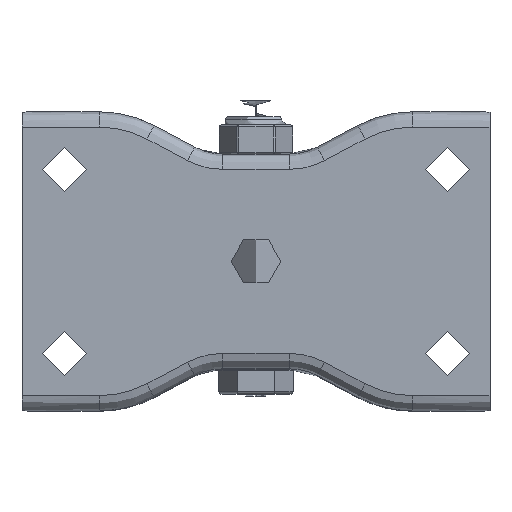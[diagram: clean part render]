
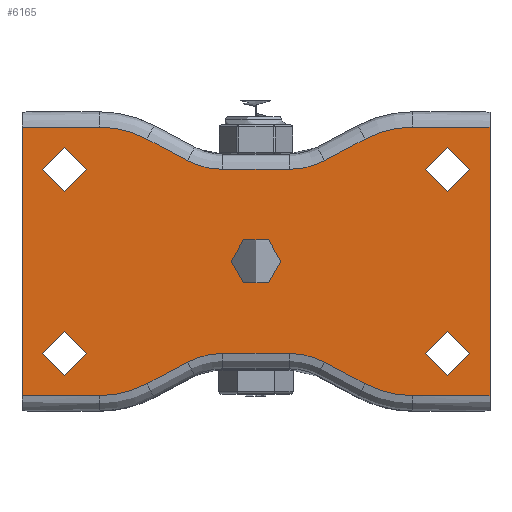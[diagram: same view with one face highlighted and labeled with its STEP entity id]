
A CAD part, top view. The second image highlights one B-rep face of the part: STEP entity #6165.
In plain terms, the highlighted planar face has unit normal (0, 0, 1).
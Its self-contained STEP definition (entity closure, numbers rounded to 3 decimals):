
#555=FACE_BOUND('',#1267,.T.);
#556=FACE_BOUND('',#1268,.T.);
#557=FACE_BOUND('',#1269,.T.);
#558=FACE_BOUND('',#1270,.T.);
#559=FACE_BOUND('',#1271,.T.);
#603=CIRCLE('',#6622,5.75);
#605=CIRCLE('',#6625,5.75);
#614=CIRCLE('',#6663,26.5);
#617=CIRCLE('',#6668,19.5);
#620=CIRCLE('',#6673,19.5);
#623=CIRCLE('',#6678,26.5);
#626=CIRCLE('',#6683,6.5);
#631=CIRCLE('',#6691,5.75);
#633=CIRCLE('',#6694,5.75);
#640=CIRCLE('',#6714,26.5);
#641=CIRCLE('',#6715,19.5);
#642=CIRCLE('',#6716,19.5);
#643=CIRCLE('',#6717,26.5);
#644=CIRCLE('',#6718,6.5);
#895=FACE_OUTER_BOUND('',#1266,.T.);
#1266=EDGE_LOOP('',(#4339,#4340,#4341,#4342,#4343,#4344,#4345,#4346,#4347,
#4348,#4349,#4350,#4351,#4352,#4353,#4354,#4355,#4356,#4357,#4358));
#1267=EDGE_LOOP('',(#4359,#4360));
#1268=EDGE_LOOP('',(#4361));
#1269=EDGE_LOOP('',(#4362));
#1270=EDGE_LOOP('',(#4363));
#1271=EDGE_LOOP('',(#4364));
#1678=LINE('',#9239,#2165);
#1679=LINE('',#9247,#2166);
#1680=LINE('',#9255,#2167);
#1681=LINE('',#9263,#2168);
#1682=LINE('',#9272,#2169);
#1694=LINE('',#9320,#2181);
#1710=LINE('',#9393,#2197);
#1711=LINE('',#9395,#2198);
#1712=LINE('',#9399,#2199);
#1713=LINE('',#9403,#2200);
#1714=LINE('',#9407,#2201);
#1715=LINE('',#9410,#2202);
#2165=VECTOR('',#7419,10.);
#2166=VECTOR('',#7430,10.);
#2167=VECTOR('',#7441,10.);
#2168=VECTOR('',#7452,10.);
#2169=VECTOR('',#7465,10.);
#2181=VECTOR('',#7511,1.);
#2197=VECTOR('',#7557,1.);
#2198=VECTOR('',#7558,10.);
#2199=VECTOR('',#7561,10.);
#2200=VECTOR('',#7564,10.);
#2201=VECTOR('',#7567,10.);
#2202=VECTOR('',#7570,10.);
#2622=VERTEX_POINT('',#9102);
#2624=VERTEX_POINT('',#9108);
#2654=VERTEX_POINT('',#9236);
#2655=VERTEX_POINT('',#9238);
#2656=VERTEX_POINT('',#9242);
#2657=VERTEX_POINT('',#9246);
#2658=VERTEX_POINT('',#9250);
#2659=VERTEX_POINT('',#9254);
#2660=VERTEX_POINT('',#9258);
#2661=VERTEX_POINT('',#9262);
#2662=VERTEX_POINT('',#9266);
#2663=VERTEX_POINT('',#9270);
#2665=VERTEX_POINT('',#9275);
#2666=VERTEX_POINT('',#9277);
#2677=VERTEX_POINT('',#9303);
#2679=VERTEX_POINT('',#9309);
#2682=VERTEX_POINT('',#9319);
#2700=VERTEX_POINT('',#9392);
#2701=VERTEX_POINT('',#9394);
#2702=VERTEX_POINT('',#9396);
#2703=VERTEX_POINT('',#9398);
#2704=VERTEX_POINT('',#9400);
#2705=VERTEX_POINT('',#9402);
#2706=VERTEX_POINT('',#9404);
#2707=VERTEX_POINT('',#9406);
#2708=VERTEX_POINT('',#9408);
#3204=EDGE_CURVE('',#2622,#2622,#603,.T.);
#3207=EDGE_CURVE('',#2624,#2624,#605,.T.);
#3258=EDGE_CURVE('',#2655,#2654,#1678,.T.);
#3260=EDGE_CURVE('',#2656,#2655,#614,.T.);
#3262=EDGE_CURVE('',#2657,#2656,#1679,.T.);
#3264=EDGE_CURVE('',#2658,#2657,#617,.T.);
#3266=EDGE_CURVE('',#2659,#2658,#1680,.T.);
#3268=EDGE_CURVE('',#2660,#2659,#620,.T.);
#3270=EDGE_CURVE('',#2661,#2660,#1681,.T.);
#3272=EDGE_CURVE('',#2662,#2661,#623,.T.);
#3275=EDGE_CURVE('',#2663,#2662,#1682,.T.);
#3277=EDGE_CURVE('',#2665,#2666,#626,.T.);
#3290=EDGE_CURVE('',#2677,#2677,#631,.T.);
#3293=EDGE_CURVE('',#2679,#2679,#633,.T.);
#3297=EDGE_CURVE('',#2682,#2663,#1694,.T.);
#3324=EDGE_CURVE('',#2654,#2700,#1710,.T.);
#3325=EDGE_CURVE('',#2701,#2700,#1711,.T.);
#3326=EDGE_CURVE('',#2702,#2701,#640,.T.);
#3327=EDGE_CURVE('',#2703,#2702,#1712,.T.);
#3328=EDGE_CURVE('',#2704,#2703,#641,.T.);
#3329=EDGE_CURVE('',#2705,#2704,#1713,.T.);
#3330=EDGE_CURVE('',#2706,#2705,#642,.T.);
#3331=EDGE_CURVE('',#2707,#2706,#1714,.T.);
#3332=EDGE_CURVE('',#2708,#2707,#643,.T.);
#3333=EDGE_CURVE('',#2682,#2708,#1715,.T.);
#3334=EDGE_CURVE('',#2665,#2666,#644,.T.);
#4339=ORIENTED_EDGE('',*,*,#3297,.T.);
#4340=ORIENTED_EDGE('',*,*,#3275,.T.);
#4341=ORIENTED_EDGE('',*,*,#3272,.T.);
#4342=ORIENTED_EDGE('',*,*,#3270,.T.);
#4343=ORIENTED_EDGE('',*,*,#3268,.T.);
#4344=ORIENTED_EDGE('',*,*,#3266,.T.);
#4345=ORIENTED_EDGE('',*,*,#3264,.T.);
#4346=ORIENTED_EDGE('',*,*,#3262,.T.);
#4347=ORIENTED_EDGE('',*,*,#3260,.T.);
#4348=ORIENTED_EDGE('',*,*,#3258,.T.);
#4349=ORIENTED_EDGE('',*,*,#3324,.T.);
#4350=ORIENTED_EDGE('',*,*,#3325,.F.);
#4351=ORIENTED_EDGE('',*,*,#3326,.F.);
#4352=ORIENTED_EDGE('',*,*,#3327,.F.);
#4353=ORIENTED_EDGE('',*,*,#3328,.F.);
#4354=ORIENTED_EDGE('',*,*,#3329,.F.);
#4355=ORIENTED_EDGE('',*,*,#3330,.F.);
#4356=ORIENTED_EDGE('',*,*,#3331,.F.);
#4357=ORIENTED_EDGE('',*,*,#3332,.F.);
#4358=ORIENTED_EDGE('',*,*,#3333,.F.);
#4359=ORIENTED_EDGE('',*,*,#3334,.T.);
#4360=ORIENTED_EDGE('',*,*,#3277,.F.);
#4361=ORIENTED_EDGE('',*,*,#3207,.F.);
#4362=ORIENTED_EDGE('',*,*,#3204,.F.);
#4363=ORIENTED_EDGE('',*,*,#3290,.T.);
#4364=ORIENTED_EDGE('',*,*,#3293,.T.);
#5974=PLANE('',#6713);
#6165=ADVANCED_FACE('',(#895,#555,#556,#557,#558,#559),#5974,.F.);
#6622=AXIS2_PLACEMENT_3D('',#9104,#7310,#7311);
#6625=AXIS2_PLACEMENT_3D('',#9110,#7317,#7318);
#6663=AXIS2_PLACEMENT_3D('',#9243,#7424,#7425);
#6668=AXIS2_PLACEMENT_3D('',#9251,#7435,#7436);
#6673=AXIS2_PLACEMENT_3D('',#9259,#7446,#7447);
#6678=AXIS2_PLACEMENT_3D('',#9267,#7457,#7458);
#6683=AXIS2_PLACEMENT_3D('',#9278,#7469,#7470);
#6691=AXIS2_PLACEMENT_3D('',#9305,#7493,#7494);
#6694=AXIS2_PLACEMENT_3D('',#9311,#7500,#7501);
#6713=AXIS2_PLACEMENT_3D('',#9391,#7555,#7556);
#6714=AXIS2_PLACEMENT_3D('',#9397,#7559,#7560);
#6715=AXIS2_PLACEMENT_3D('',#9401,#7562,#7563);
#6716=AXIS2_PLACEMENT_3D('',#9405,#7565,#7566);
#6717=AXIS2_PLACEMENT_3D('',#9409,#7568,#7569);
#6718=AXIS2_PLACEMENT_3D('',#9411,#7571,#7572);
#7310=DIRECTION('center_axis',(0.,0.,1.));
#7311=DIRECTION('ref_axis',(1.,0.,0.));
#7317=DIRECTION('center_axis',(0.,0.,1.));
#7318=DIRECTION('ref_axis',(1.,0.,0.));
#7419=DIRECTION('',(-1.,0.,0.));
#7424=DIRECTION('center_axis',(0.,0.,1.));
#7425=DIRECTION('ref_axis',(0.242,0.97,0.));
#7430=DIRECTION('',(-0.883,0.469,0.));
#7435=DIRECTION('center_axis',(0.,0.,-1.));
#7436=DIRECTION('ref_axis',(-0.242,-0.97,0.));
#7441=DIRECTION('',(-1.,0.,0.));
#7446=DIRECTION('center_axis',(0.,0.,-1.));
#7447=DIRECTION('ref_axis',(0.242,-0.97,0.));
#7452=DIRECTION('',(-0.883,-0.469,0.));
#7457=DIRECTION('center_axis',(0.,0.,1.));
#7458=DIRECTION('ref_axis',(-0.242,0.97,0.));
#7465=DIRECTION('',(-1.,0.,0.));
#7469=DIRECTION('center_axis',(0.,0.,1.));
#7470=DIRECTION('ref_axis',(-1.,0.,0.));
#7493=DIRECTION('center_axis',(0.,0.,-1.));
#7494=DIRECTION('ref_axis',(1.,0.,0.));
#7500=DIRECTION('center_axis',(0.,0.,-1.));
#7501=DIRECTION('ref_axis',(1.,0.,0.));
#7511=DIRECTION('',(0.,1.,0.));
#7555=DIRECTION('center_axis',(0.,0.,-1.));
#7556=DIRECTION('ref_axis',(0.,-1.,0.));
#7557=DIRECTION('',(0.,-1.,0.));
#7558=DIRECTION('',(-1.,0.,0.));
#7559=DIRECTION('center_axis',(0.,0.,-1.));
#7560=DIRECTION('ref_axis',(0.242,-0.97,0.));
#7561=DIRECTION('',(-0.883,-0.469,0.));
#7562=DIRECTION('center_axis',(0.,0.,1.));
#7563=DIRECTION('ref_axis',(-0.242,0.97,0.));
#7564=DIRECTION('',(-1.,0.,0.));
#7565=DIRECTION('center_axis',(0.,0.,1.));
#7566=DIRECTION('ref_axis',(0.242,0.97,0.));
#7567=DIRECTION('',(-0.883,0.469,0.));
#7568=DIRECTION('center_axis',(0.,0.,-1.));
#7569=DIRECTION('ref_axis',(-0.242,-0.97,0.));
#7570=DIRECTION('',(-1.,0.,0.));
#7571=DIRECTION('center_axis',(0.,0.,-1.));
#7572=DIRECTION('ref_axis',(-1.,0.,0.));
#9102=CARTESIAN_POINT('',(536.794,-26.195,0.));
#9104=CARTESIAN_POINT('Origin',(531.044,-26.195,0.));
#9108=CARTESIAN_POINT('',(436.794,-26.195,0.));
#9110=CARTESIAN_POINT('Origin',(431.044,-26.195,0.));
#9236=CARTESIAN_POINT('',(420.044,-15.195,0.));
#9238=CARTESIAN_POINT('',(440.167,-15.195,0.));
#9239=CARTESIAN_POINT('',(440.167,-15.195,0.));
#9242=CARTESIAN_POINT('',(452.608,-18.297,0.));
#9243=CARTESIAN_POINT('Origin',(440.167,-41.695,0.));
#9246=CARTESIAN_POINT('',(463.169,-23.913,0.));
#9247=CARTESIAN_POINT('',(456.243,-20.23,0.));
#9250=CARTESIAN_POINT('',(472.324,-26.195,0.));
#9251=CARTESIAN_POINT('Origin',(472.324,-6.695,0.));
#9254=CARTESIAN_POINT('',(489.763,-26.195,0.));
#9255=CARTESIAN_POINT('',(460.605,-26.195,0.));
#9258=CARTESIAN_POINT('',(498.918,-23.913,0.));
#9259=CARTESIAN_POINT('Origin',(489.763,-6.695,0.));
#9262=CARTESIAN_POINT('',(509.479,-18.297,0.));
#9263=CARTESIAN_POINT('',(477.612,-35.241,0.));
#9266=CARTESIAN_POINT('',(521.92,-15.195,0.));
#9267=CARTESIAN_POINT('Origin',(521.92,-41.695,0.));
#9270=CARTESIAN_POINT('',(542.044,-15.195,0.));
#9272=CARTESIAN_POINT('',(440.167,-15.195,0.));
#9275=CARTESIAN_POINT('',(487.544,-50.195,0.));
#9277=CARTESIAN_POINT('',(474.544,-50.195,0.));
#9278=CARTESIAN_POINT('Origin',(481.044,-50.195,0.));
#9303=CARTESIAN_POINT('',(536.794,-74.195,0.));
#9305=CARTESIAN_POINT('Origin',(531.044,-74.195,0.));
#9309=CARTESIAN_POINT('',(436.794,-74.195,0.));
#9311=CARTESIAN_POINT('Origin',(431.044,-74.195,0.));
#9319=CARTESIAN_POINT('',(542.044,-85.195,0.));
#9320=CARTESIAN_POINT('',(542.044,-85.695,0.));
#9391=CARTESIAN_POINT('Origin',(440.167,-58.695,0.));
#9392=CARTESIAN_POINT('',(420.044,-85.195,0.));
#9393=CARTESIAN_POINT('',(420.044,-50.195,0.));
#9394=CARTESIAN_POINT('',(440.167,-85.195,0.));
#9395=CARTESIAN_POINT('',(440.167,-85.195,0.));
#9396=CARTESIAN_POINT('',(452.608,-82.093,0.));
#9397=CARTESIAN_POINT('Origin',(440.167,-58.695,0.));
#9398=CARTESIAN_POINT('',(463.169,-76.478,0.));
#9399=CARTESIAN_POINT('',(456.243,-80.16,0.));
#9400=CARTESIAN_POINT('',(472.324,-74.195,0.));
#9401=CARTESIAN_POINT('Origin',(472.324,-93.695,0.));
#9402=CARTESIAN_POINT('',(489.763,-74.195,0.));
#9403=CARTESIAN_POINT('',(460.605,-74.195,0.));
#9404=CARTESIAN_POINT('',(498.918,-76.478,0.));
#9405=CARTESIAN_POINT('Origin',(489.763,-93.695,0.));
#9406=CARTESIAN_POINT('',(509.479,-82.093,0.));
#9407=CARTESIAN_POINT('',(477.612,-65.149,0.));
#9408=CARTESIAN_POINT('',(521.92,-85.195,0.));
#9409=CARTESIAN_POINT('Origin',(521.92,-58.695,0.));
#9410=CARTESIAN_POINT('',(440.167,-85.195,0.));
#9411=CARTESIAN_POINT('Origin',(481.044,-50.195,0.));
